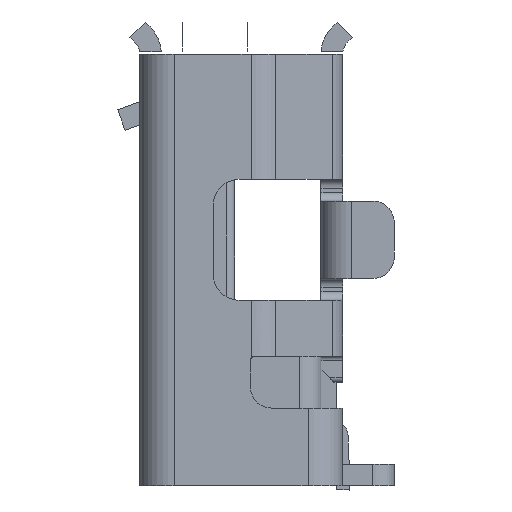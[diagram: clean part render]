
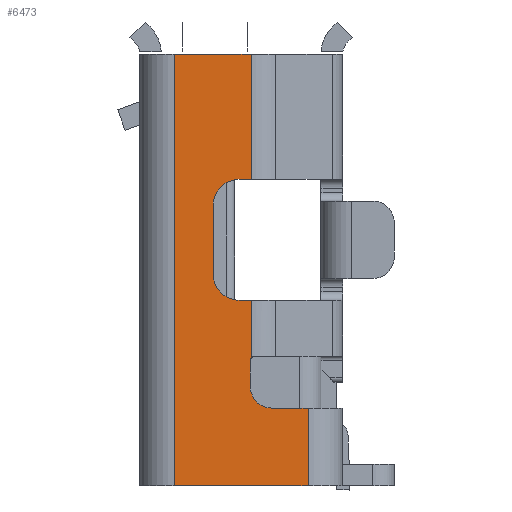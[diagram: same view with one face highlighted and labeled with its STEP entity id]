
A CAD part, left-side view. The second image highlights one B-rep face of the part: STEP entity #6473.
In plain terms, the highlighted planar face has unit normal (-1, 0, 0).
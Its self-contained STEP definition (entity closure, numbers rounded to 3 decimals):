
#461=DIRECTION('',(0.,1.,0.));
#462=VECTOR('',#461,0.89);
#463=CARTESIAN_POINT('',(71.3,1.51,5.3));
#464=LINE('',#463,#462);
#865=DIRECTION('',(0.,0.,1.));
#866=VECTOR('',#865,0.9);
#867=CARTESIAN_POINT('',(71.3,0.85,0.3));
#868=LINE('',#867,#866);
#873=CARTESIAN_POINT('',(71.3,1.65,3.55));
#874=DIRECTION('',(-1.,0.,0.));
#875=DIRECTION('',(0.,0.,1.));
#876=AXIS2_PLACEMENT_3D('',#873,#874,#875);
#878=CARTESIAN_POINT('',(71.3,1.65,2.75));
#879=DIRECTION('',(-1.,0.,0.));
#880=DIRECTION('',(0.,1.,0.));
#881=AXIS2_PLACEMENT_3D('',#878,#879,#880);
#883=CARTESIAN_POINT('',(71.3,1.47,1.75));
#884=DIRECTION('',(-1.,0.,0.));
#885=DIRECTION('',(0.,0.8,0.6));
#886=AXIS2_PLACEMENT_3D('',#883,#884,#885);
#888=DIRECTION('',(0.,0.,-1.));
#889=VECTOR('',#888,0.3);
#890=CARTESIAN_POINT('',(71.3,1.52,1.75));
#891=LINE('',#890,#889);
#892=CARTESIAN_POINT('',(71.3,1.27,1.45));
#893=DIRECTION('',(-1.,0.,0.));
#894=DIRECTION('',(0.,1.,0.));
#895=AXIS2_PLACEMENT_3D('',#892,#893,#894);
#897=DIRECTION('',(0.,-1.,0.));
#898=VECTOR('',#897,0.42);
#899=CARTESIAN_POINT('',(71.3,1.27,1.2));
#900=LINE('',#899,#898);
#901=DIRECTION('',(0.,1.,0.));
#902=VECTOR('',#901,1.55);
#903=CARTESIAN_POINT('',(71.3,0.85,0.3));
#904=LINE('',#903,#902);
#905=DIRECTION('',(0.,0.,1.));
#906=VECTOR('',#905,1.45);
#907=CARTESIAN_POINT('',(71.3,1.51,3.85));
#908=LINE('',#907,#906);
#939=DIRECTION('',(0.,-1.,0.));
#940=VECTOR('',#939,0.14);
#941=CARTESIAN_POINT('',(71.3,1.65,3.85));
#942=LINE('',#941,#940);
#1103=DIRECTION('',(0.,1.,0.));
#1104=VECTOR('',#1103,0.14);
#1105=CARTESIAN_POINT('',(71.3,1.51,2.45));
#1106=LINE('',#1105,#1104);
#1621=CARTESIAN_POINT('',(71.3,1.51,1.78));
#1632=DIRECTION('',(0.,0.,1.));
#1633=VECTOR('',#1632,0.67);
#1634=CARTESIAN_POINT('',(71.3,1.51,1.78));
#1635=LINE('',#1634,#1633);
#1689=DIRECTION('',(0.,0.,1.));
#1690=VECTOR('',#1689,0.8);
#1691=CARTESIAN_POINT('',(71.3,1.95,2.75));
#1692=LINE('',#1691,#1690);
#1749=DIRECTION('',(0.,0.,-1.));
#1750=VECTOR('',#1749,5.);
#1751=CARTESIAN_POINT('',(71.3,2.4,5.3));
#1752=LINE('',#1751,#1750);
#4376=CARTESIAN_POINT('',(71.3,1.65,2.45));
#4378=VERTEX_POINT('',#4376);
#4381=CARTESIAN_POINT('',(71.3,1.95,2.75));
#4382=VERTEX_POINT('',#4381);
#5274=VERTEX_POINT('',#1621);
#5275=CARTESIAN_POINT('',(71.3,1.51,2.45));
#5276=VERTEX_POINT('',#5275);
#5278=CARTESIAN_POINT('',(71.3,1.52,1.75));
#5280=VERTEX_POINT('',#5278);
#5284=CARTESIAN_POINT('',(71.3,1.52,1.45));
#5285=VERTEX_POINT('',#5284);
#5288=CARTESIAN_POINT('',(71.3,1.27,1.2));
#5289=VERTEX_POINT('',#5288);
#5326=CARTESIAN_POINT('',(71.3,0.85,0.3));
#5327=CARTESIAN_POINT('',(71.3,0.85,1.2));
#5328=VERTEX_POINT('',#5326);
#5329=VERTEX_POINT('',#5327);
#5367=CARTESIAN_POINT('',(71.3,2.4,0.3));
#5368=VERTEX_POINT('',#5367);
#5402=CARTESIAN_POINT('',(71.3,2.4,5.3));
#5403=VERTEX_POINT('',#5402);
#5404=CARTESIAN_POINT('',(71.3,1.51,5.3));
#5405=VERTEX_POINT('',#5404);
#5406=CARTESIAN_POINT('',(71.3,1.95,3.55));
#5407=VERTEX_POINT('',#5406);
#5408=CARTESIAN_POINT('',(71.3,1.65,3.85));
#5409=VERTEX_POINT('',#5408);
#5410=CARTESIAN_POINT('',(71.3,1.51,3.85));
#5411=VERTEX_POINT('',#5410);
#6439=CARTESIAN_POINT('',(71.3,1.625,2.8));
#6440=DIRECTION('',(1.,0.,0.));
#6441=DIRECTION('',(0.,-1.,0.));
#6442=AXIS2_PLACEMENT_3D('',#6439,#6440,#6441);
#6443=PLANE('',#6442);
#6444=ORIENTED_EDGE('',*,*,#5974,.F.);
#6446=ORIENTED_EDGE('',*,*,#6445,.F.);
#6448=ORIENTED_EDGE('',*,*,#6447,.F.);
#6450=ORIENTED_EDGE('',*,*,#6449,.T.);
#6452=ORIENTED_EDGE('',*,*,#6451,.F.);
#6454=ORIENTED_EDGE('',*,*,#6453,.T.);
#6456=ORIENTED_EDGE('',*,*,#6455,.F.);
#6458=ORIENTED_EDGE('',*,*,#6457,.F.);
#6460=ORIENTED_EDGE('',*,*,#6459,.T.);
#6462=ORIENTED_EDGE('',*,*,#6461,.T.);
#6464=ORIENTED_EDGE('',*,*,#6463,.T.);
#6466=ORIENTED_EDGE('',*,*,#6465,.T.);
#6467=ORIENTED_EDGE('',*,*,#6423,.F.);
#6468=ORIENTED_EDGE('',*,*,#6354,.T.);
#6470=ORIENTED_EDGE('',*,*,#6469,.F.);
#6471=EDGE_LOOP('',(#6444,#6446,#6448,#6450,#6452,#6454,#6456,#6458,#6460,#6462,
#6464,#6466,#6467,#6468,#6470));
#6472=FACE_OUTER_BOUND('',#6471,.F.);
#877=CIRCLE('',#876,0.3);
#882=CIRCLE('',#881,0.3);
#887=CIRCLE('',#886,0.05);
#896=CIRCLE('',#895,0.25);
#5974=EDGE_CURVE('',#5405,#5403,#464,.T.);
#6354=EDGE_CURVE('',#5328,#5368,#904,.T.);
#6423=EDGE_CURVE('',#5328,#5329,#868,.T.);
#6445=EDGE_CURVE('',#5411,#5405,#908,.T.);
#6447=EDGE_CURVE('',#5409,#5411,#942,.T.);
#6449=EDGE_CURVE('',#5409,#5407,#877,.T.);
#6451=EDGE_CURVE('',#4382,#5407,#1692,.T.);
#6453=EDGE_CURVE('',#4382,#4378,#882,.T.);
#6455=EDGE_CURVE('',#5276,#4378,#1106,.T.);
#6457=EDGE_CURVE('',#5274,#5276,#1635,.T.);
#6459=EDGE_CURVE('',#5274,#5280,#887,.T.);
#6461=EDGE_CURVE('',#5280,#5285,#891,.T.);
#6463=EDGE_CURVE('',#5285,#5289,#896,.T.);
#6465=EDGE_CURVE('',#5289,#5329,#900,.T.);
#6469=EDGE_CURVE('',#5403,#5368,#1752,.T.);
#6473=ADVANCED_FACE('',(#6472),#6443,.F.);
